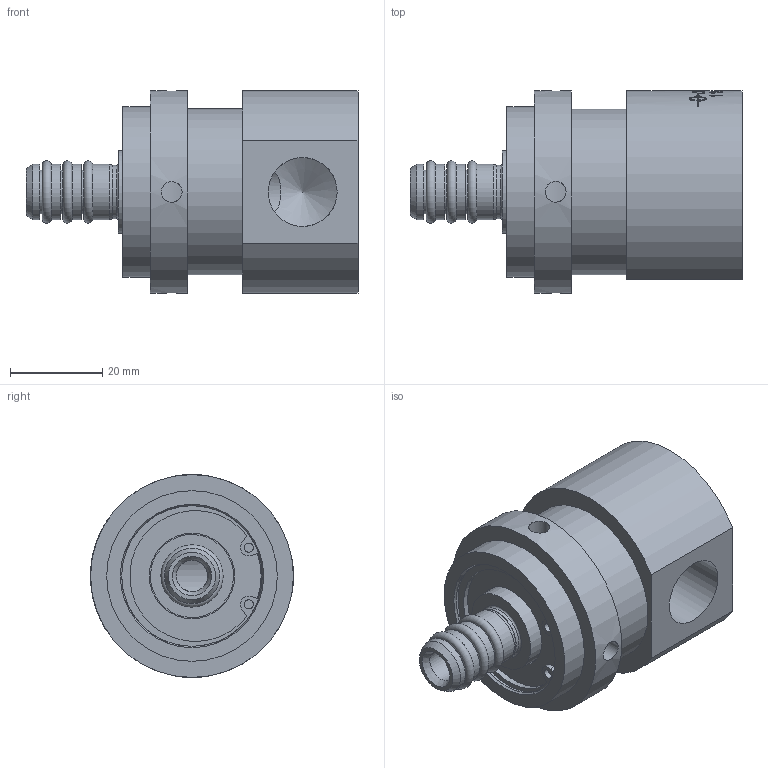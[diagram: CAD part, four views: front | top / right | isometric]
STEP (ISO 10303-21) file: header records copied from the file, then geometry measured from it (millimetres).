
FILE_DESCRIPTION((''),'2;1');
FILE_NAME('1117-792-IC.stp','2013-07-08T08:50:34',('cdunkel'),(''),'Autodesk Inventor 2011','Autodesk Inventor 2011','');
FILE_SCHEMA(('AUTOMOTIVE_DESIGN { 1 2 10303 214 0 1 1 1 }'));
Length unit declared in the file: millimetre
Products named in the file (1): 1117-806-IC
Bounding box: 72 x 44 x 44 mm (x, y, z)
Volume: 61549.7 mm3; surface area: 16101.4 mm2
Topology: 4 solids, 4 shells, 370 faces, 977 edges, 648 vertices
Faces by surface type: bspline 183, plane 112, cylinder 61, torus 8, cone 6
Full cylindrical faces by diameter (mm): 2 x2, 4.5 x4, 6.8 x1, 9.5 x6, 11.6 x1, 12 x4, 13.2 x1, 14.95 x1, 18 x1, 18.5 x1, 30 x1, 30.5 x1, 31.8 x1, 36 x1, 37 x1, 44 x1
Entity records: 43873 total; most frequent: CARTESIAN_POINT 36216, ORIENTED_EDGE 1814, DIRECTION 964, EDGE_CURVE 907, VERTEX_POINT 621, EDGE_LOOP 462, B_SPLINE_CURVE_WITH_KNOTS 457, FACE_OUTER_BOUND 370
